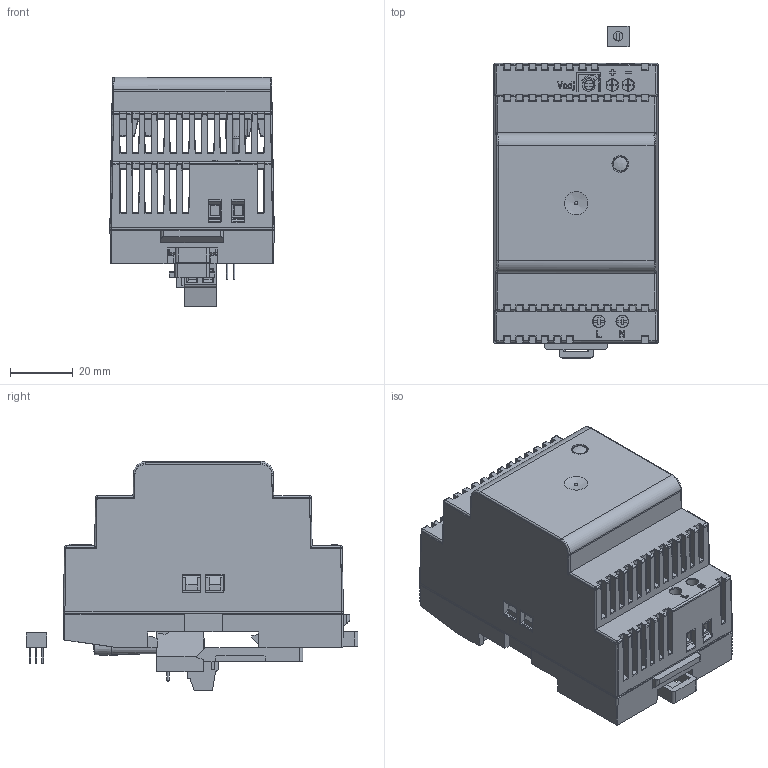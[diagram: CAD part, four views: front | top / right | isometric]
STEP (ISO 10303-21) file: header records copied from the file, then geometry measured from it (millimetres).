
FILE_DESCRIPTION( ( 'Unknown' ), '1' );
FILE_NAME( 'TBL030-124.stp', 'Unknown', ( 'Unknown' ), ( 'Unknown' ), 'PSStep 13.0', 'Unknown', ' ' );
FILE_SCHEMA( ( 'AUTOMOTIVE_DESIGN { 1 0 10303 214 1 1 1 1 }' ) );
Length unit declared in the file: millimetre
Products named in the file (8): Assem1; 24600233-CHASSIS; 23500408-CONNECTOR_0; 23500409-CONNECTOR_0; 22200031-POT_0; 24600234-HOOD; 21500030-LENS; 80008000-CLIP_0
Bounding box: 52.54 x 106.09 x 73.37 mm (x, y, z)
Volume: 96201.2 mm3; surface area: 110289.4 mm2
Topology: 14 solids, 14 shells, 2218 faces, 6498 edges, 4242 vertices
Faces by surface type: plane 1900, cylinder 238, cone 36, sphere 30, torus 10, bspline 4
Full cylindrical faces by diameter (mm): 0.5 x6, 0.8 x4, 1 x2, 1.4 x4, 2.8 x4, 3 x2, 3.2 x12, 3.8 x8, 4 x10, 5.4 x2, 5.6 x4, 8.6 x2
Entity records: 62985 total; most frequent: CARTESIAN_POINT 6686, ORIENTED_EDGE 6396, DIRECTION 5699, PRESENTATION_STYLE_ASSIGNMENT 4835, COLOUR_RGB 4835, STYLED_ITEM 3901, CURVE_STYLE 3726, DRAUGHTING_PRE_DEFINED_CURVE_FONT 3726
